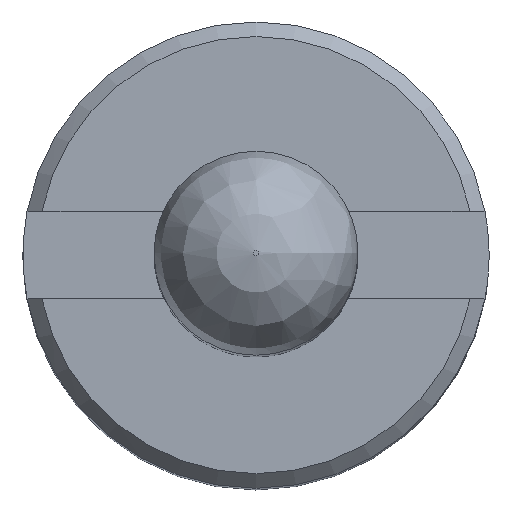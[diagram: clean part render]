
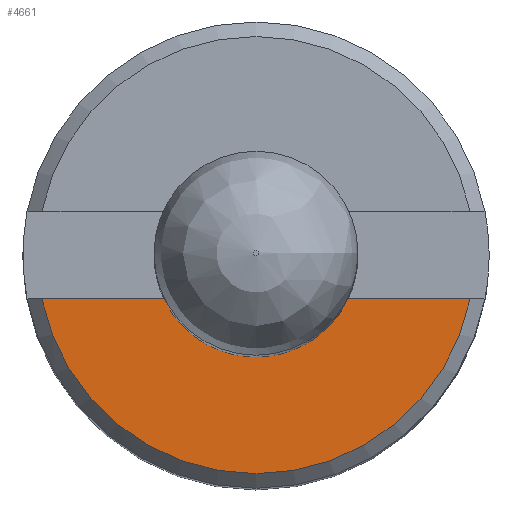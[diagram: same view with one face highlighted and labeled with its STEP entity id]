
A CAD part, top view. The second image highlights one B-rep face of the part: STEP entity #4661.
In plain terms, the highlighted face is planar.
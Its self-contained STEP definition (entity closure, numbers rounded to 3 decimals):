
#148=PLANE('',#4945);
#508=FACE_OUTER_BOUND('',#780,.T.);
#780=EDGE_LOOP('',(#4093,#4094,#4095,#4096));
#894=CIRCLE('',#4946,7.5);
#895=CIRCLE('',#4947,3.5);
#1186=LINE('',#10928,#1488);
#1192=LINE('',#10948,#1494);
#1488=VECTOR('',#5647,10.);
#1494=VECTOR('',#5655,10.);
#2154=VERTEX_POINT('',#10924);
#2156=VERTEX_POINT('',#10927);
#2160=VERTEX_POINT('',#10938);
#2163=VERTEX_POINT('',#10944);
#2794=EDGE_CURVE('',#2156,#2154,#1186,.T.);
#2802=EDGE_CURVE('',#2160,#2163,#1192,.T.);
#2825=EDGE_CURVE('',#2163,#2156,#894,.T.);
#2826=EDGE_CURVE('',#2160,#2154,#895,.T.);
#4093=ORIENTED_EDGE('',*,*,#2802,.T.);
#4094=ORIENTED_EDGE('',*,*,#2825,.T.);
#4095=ORIENTED_EDGE('',*,*,#2794,.T.);
#4096=ORIENTED_EDGE('',*,*,#2826,.F.);
#4661=ADVANCED_FACE('',(#508),#148,.T.);
#4945=AXIS2_PLACEMENT_3D('',#10994,#5699,#5700);
#4946=AXIS2_PLACEMENT_3D('',#10995,#5701,#5702);
#4947=AXIS2_PLACEMENT_3D('',#10996,#5703,#5704);
#5647=DIRECTION('',(0.,1.,0.));
#5655=DIRECTION('',(0.,1.,0.));
#5699=DIRECTION('center_axis',(1.,0.,0.));
#5700=DIRECTION('ref_axis',(0.,0.,-1.));
#5701=DIRECTION('center_axis',(1.,0.,0.));
#5702=DIRECTION('ref_axis',(0.,1.,0.));
#5703=DIRECTION('center_axis',(1.,0.,0.));
#5704=DIRECTION('ref_axis',(0.,1.,0.));
#10924=CARTESIAN_POINT('',(150.,-3.162,1.5));
#10927=CARTESIAN_POINT('',(150.,-7.348,1.5));
#10928=CARTESIAN_POINT('',(150.,6.923,1.5));
#10938=CARTESIAN_POINT('',(150.,3.162,1.5));
#10944=CARTESIAN_POINT('',(150.,7.348,1.5));
#10948=CARTESIAN_POINT('',(150.,6.923,1.5));
#10994=CARTESIAN_POINT('Origin',(150.,5.5,0.));
#10995=CARTESIAN_POINT('Origin',(150.,0.,0.));
#10996=CARTESIAN_POINT('Origin',(150.,0.,0.));
